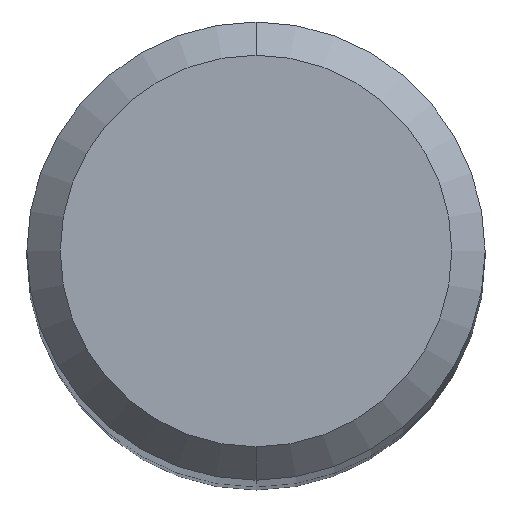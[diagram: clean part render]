
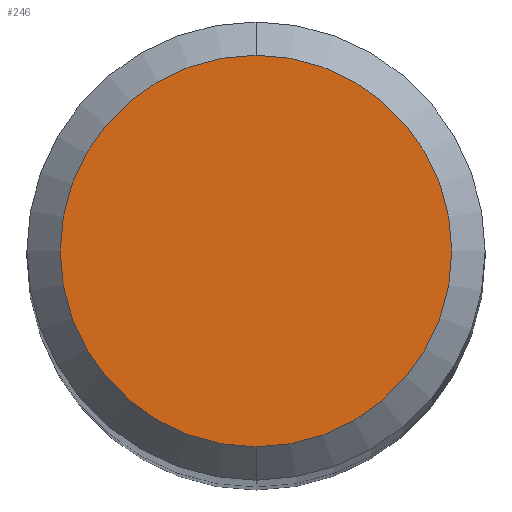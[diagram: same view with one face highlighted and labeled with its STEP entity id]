
A CAD part, top view. The second image highlights one B-rep face of the part: STEP entity #246.
In plain terms, the highlighted planar face has unit normal (0, 0, 1).
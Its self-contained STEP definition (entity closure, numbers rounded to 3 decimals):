
#184=EDGE_CURVE('',#252,#254,#400,.T.);
#246=ADVANCED_FACE('',(#472),#473,.T.);
#252=VERTEX_POINT('',#480);
#254=VERTEX_POINT('',#482);
#256=EDGE_CURVE('',#254,#252,#484,.T.);
#400=CIRCLE('',#649,2.35);
#472=FACE_OUTER_BOUND('',#736,.T.);
#473=PLANE('',#737);
#480=CARTESIAN_POINT('',(0.0,2.35,45.02));
#482=CARTESIAN_POINT('',(0.,-2.35,45.02));
#484=CIRCLE('',#748,2.35);
#649=AXIS2_PLACEMENT_3D('',#935,#936,#937);
#736=EDGE_LOOP('',(#1041,#1042));
#737=AXIS2_PLACEMENT_3D('',#1043,#1044,#1045);
#748=AXIS2_PLACEMENT_3D('',#1055,#1056,#1057);
#935=CARTESIAN_POINT('',(0.0,0.0,45.02));
#936=DIRECTION('',(0.0,0.0,-1.0));
#937=DIRECTION('',(0.0,1.0,0.0));
#1041=ORIENTED_EDGE('',*,*,#184,.F.);
#1042=ORIENTED_EDGE('',*,*,#256,.F.);
#1043=CARTESIAN_POINT('',(0.0,1.175,45.02));
#1044=DIRECTION('',(-0.0,0.0,1.0));
#1045=DIRECTION('',(0.0,-1.0,0.0));
#1055=CARTESIAN_POINT('',(0.0,0.0,45.02));
#1056=DIRECTION('',(0.0,0.0,-1.0));
#1057=DIRECTION('',(0.0,1.0,0.0));
